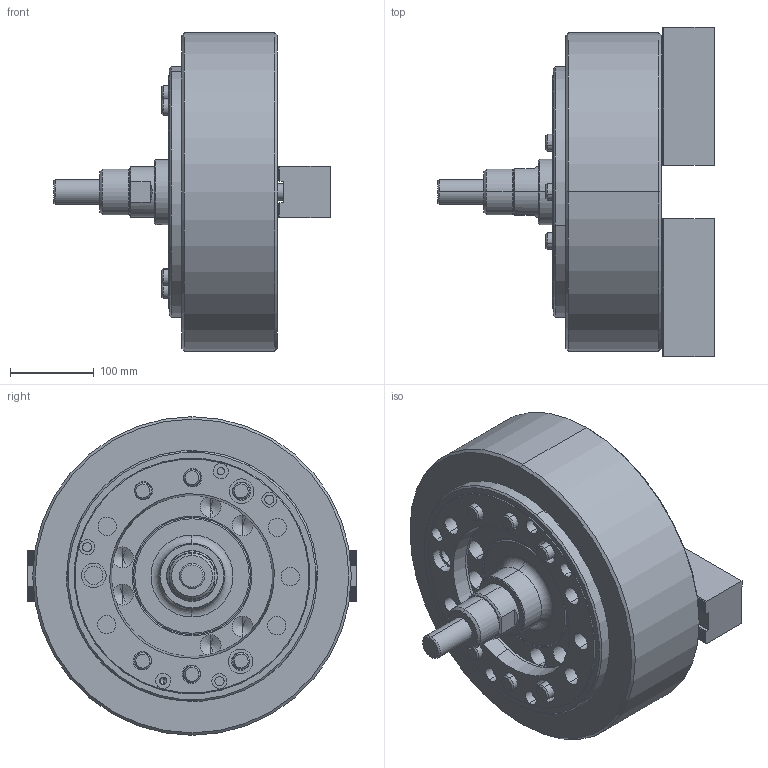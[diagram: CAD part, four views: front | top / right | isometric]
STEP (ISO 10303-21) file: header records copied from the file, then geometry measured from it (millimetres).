
FILE_DESCRIPTION (( 'STEP AP203' ), '1' );
FILE_NAME ('CF-2P-15A11.STEP', '2020-01-03T01:21:06', ( 'temp' ), ( '' ), 'SwSTEP 2.0', 'SolidWorks 2016', '' );
FILE_SCHEMA (( 'CONFIG_CONTROL_DESIGN' ));
Length unit declared in the file: metre
Products named in the file (12): SJ-15P; 半圓頭六角孔螺栓_M6x12; 圓頭內六角螺栓_M20x55; CF-2P-15-0100G; 圓頭內六角螺栓_M20x115; CF-2P-15-02000; 3H-15-10000-A11法蘭板; CF-2P-15-04000; CF-2P-15A11; CF-3P-15-05000; CF-3P-15-06000; CF-2P-15-06000
Assembly tree (23 placements, depth 2):
  CF-2P-15A11
    CF-2P-15-0100G
    CF-2P-15-02000
    CF-2P-15-04000
    CF-3P-15-05000
    CF-3P-15-06000
    CF-2P-15-06000
    SJ-15P  x2
    半圓頭六角孔螺栓_M6x12  x4
    圓頭內六角螺栓_M20x55  x4
    圓頭內六角螺栓_M20x115  x6
    3H-15-10000-A11法蘭板
Bounding box: 330.2 x 393.5 x 381 mm (x, y, z)
Volume: 14152745.4 mm3; surface area: 982090.9 mm2
Topology: 23 solids, 23 shells, 2553 faces, 7096 edges, 4630 vertices
Faces by surface type: plane 1636, cylinder 714, cone 187, torus 16
Entity records: 44801 total; most frequent: CARTESIAN_POINT 9221, ORIENTED_EDGE 7488, DIRECTION 6625, EDGE_CURVE 3744, VECTOR 2635, LINE 2635, VERTEX_POINT 2459, AXIS2_PLACEMENT_3D 1995
